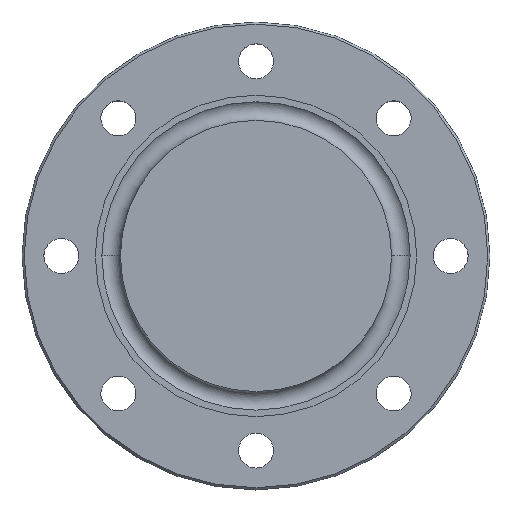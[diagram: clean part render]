
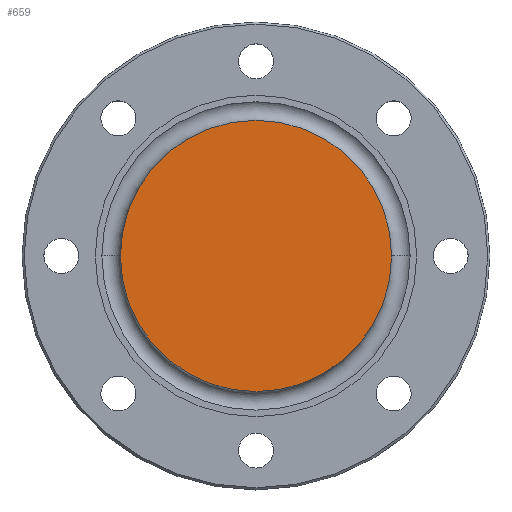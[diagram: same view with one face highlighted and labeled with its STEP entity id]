
A CAD part, top view. The second image highlights one B-rep face of the part: STEP entity #659.
In plain terms, the highlighted planar face has unit normal (0, 0, 1).
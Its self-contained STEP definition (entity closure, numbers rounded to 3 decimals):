
#17 = PLANE ( 'NONE',  #417 ) ;
#21 = DIRECTION ( 'NONE',  ( 0., 0., -1. ) ) ;
#38 = EDGE_CURVE ( 'NONE', #1007, #166, #677, .T. ) ;
#166 = VERTEX_POINT ( 'NONE', #664 ) ;
#170 = CARTESIAN_POINT ( 'NONE',  ( 31.009, 0., 9.5 ) ) ;
#244 = DIRECTION ( 'NONE',  ( 0., 0., 1. ) ) ;
#258 = ORIENTED_EDGE ( 'NONE', *, *, #38, .T. ) ;
#272 = DIRECTION ( 'NONE',  ( -1., 0., 0. ) ) ;
#404 = DIRECTION ( 'NONE',  ( 1., 0., 0. ) ) ;
#417 = AXIS2_PLACEMENT_3D ( 'NONE', #431, #21, #272 ) ;
#431 = CARTESIAN_POINT ( 'NONE',  ( 0., 31.009, 9.5 ) ) ;
#499 = AXIS2_PLACEMENT_3D ( 'NONE', #621, #549, #853 ) ;
#549 = DIRECTION ( 'NONE',  ( 0., 0., 1. ) ) ;
#619 = EDGE_LOOP ( 'NONE', ( #258, #702 ) ) ;
#621 = CARTESIAN_POINT ( 'NONE',  ( 0., 0., 9.5 ) ) ;
#659 = ADVANCED_FACE ( 'NONE', ( #726 ), #17, .F. ) ;
#664 = CARTESIAN_POINT ( 'NONE',  ( -31.009, 0., 9.5 ) ) ;
#677 = CIRCLE ( 'NONE', #810, 31.009 ) ;
#702 = ORIENTED_EDGE ( 'NONE', *, *, #981, .T. ) ;
#708 = CARTESIAN_POINT ( 'NONE',  ( 0., 0., 9.5 ) ) ;
#726 = FACE_OUTER_BOUND ( 'NONE', #619, .T. ) ;
#810 = AXIS2_PLACEMENT_3D ( 'NONE', #708, #244, #404 ) ;
#853 = DIRECTION ( 'NONE',  ( 1., 0., 0. ) ) ;
#981 = EDGE_CURVE ( 'NONE', #166, #1007, #1006, .T. ) ;
#1006 = CIRCLE ( 'NONE', #499, 31.009 ) ;
#1007 = VERTEX_POINT ( 'NONE', #170 ) ;
